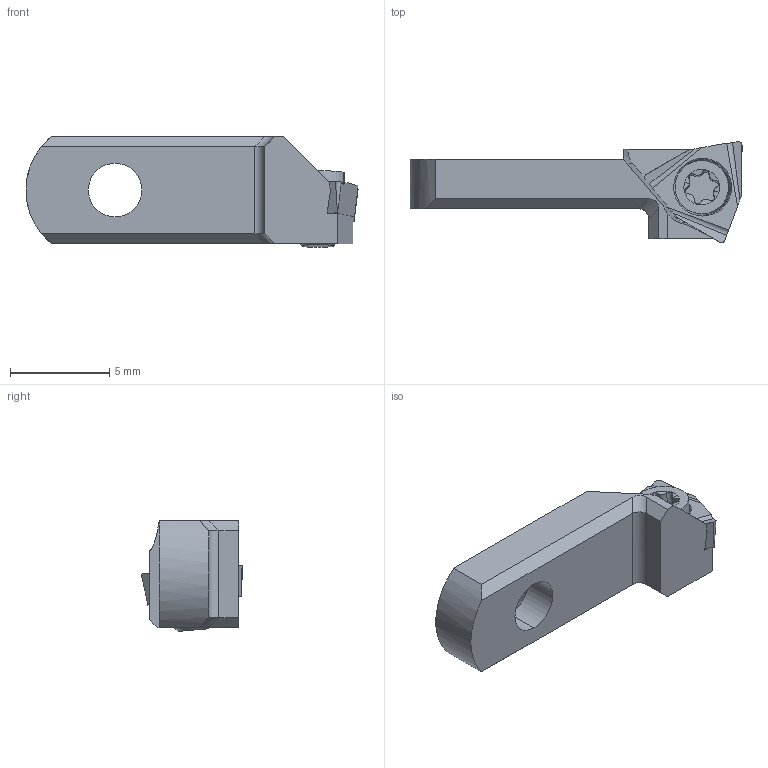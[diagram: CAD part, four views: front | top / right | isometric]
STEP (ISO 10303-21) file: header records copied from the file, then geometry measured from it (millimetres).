
FILE_DESCRIPTION (( 'STEP AP203' ), '1' );
FILE_NAME ('C02.005.017.002.STEP', '2018-02-28T08:12:59', ( 'SWIAdmin' ), ( 'Hewlett-Packard Company' ), 'SwSTEP 2.0', 'SolidWorks 2017', '' );
FILE_SCHEMA (( 'CONFIG_CONTROL_DESIGN' ));
Length unit declared in the file: millimetre
Products named in the file (4): WWA-ER2.001.004_A; F14-WWA.001.004_C; WWA-SFH.020.004; C02.005.017.002
Assembly tree (3 placements, depth 2):
  C02.005.017.002
    F14-WWA.001.004_C
    WWA-SFH.020.004
    WWA-ER2.001.004_A
Bounding box: 16.76 x 5.11 x 5.59 mm (x, y, z)
Volume: 200 mm3; surface area: 386.9 mm2
Topology: 3 solids, 3 shells, 100 faces, 255 edges, 162 vertices
Faces by surface type: plane 40, cylinder 34, cone 16, torus 10
Entity records: 3508 total; most frequent: CARTESIAN_POINT 728, ORIENTED_EDGE 510, DIRECTION 492, EDGE_CURVE 255, AXIS2_PLACEMENT_3D 180, VERTEX_POINT 162, VECTOR 132, LINE 132
